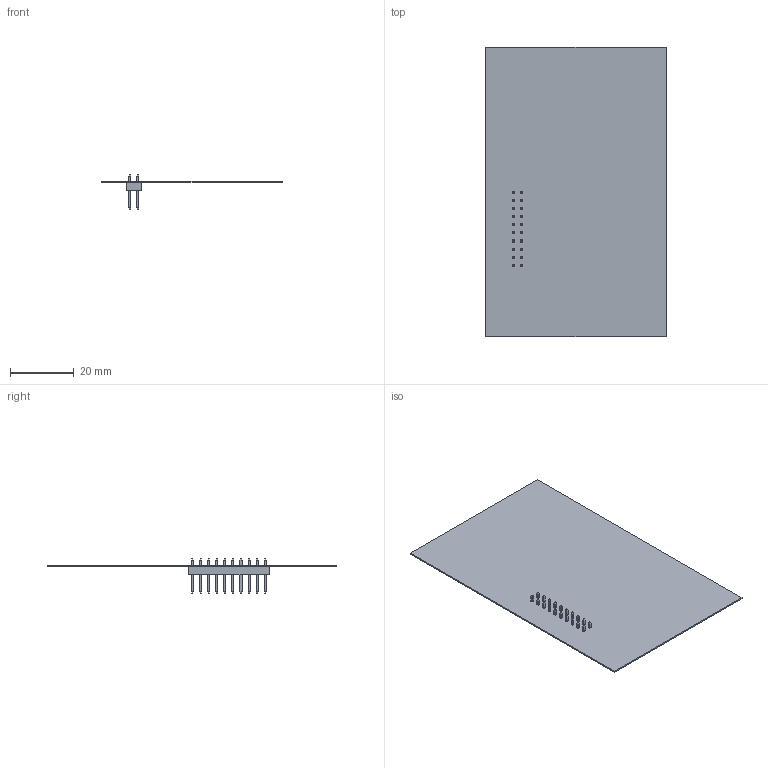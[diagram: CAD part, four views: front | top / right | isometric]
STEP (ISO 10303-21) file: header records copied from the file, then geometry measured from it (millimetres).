
FILE_DESCRIPTION(('Open CASCADE Model'),'2;1');
FILE_NAME('Open CASCADE Shape Model','2022-07-17T22:39:39',('Author'),( 'Open CASCADE'),'Open CASCADE STEP processor 6.8','Open CASCADE 6.8' ,'Unknown');
FILE_SCHEMA(('AUTOMOTIVE_DESIGN { 1 0 10303 214 1 1 1 1 }'));
Length unit declared in the file: millimetre
Products named in the file (1): PCB
Bounding box: 56.52 x 90.81 x 10.8 mm (x, y, z)
Volume: 2486.6 mm3; surface area: 11451.2 mm2
Topology: 22 solids, 22 shells, 392 faces, 884 edges, 536 vertices
Faces by surface type: plane 372, cylinder 20
Full cylindrical faces by diameter (mm): 0.64 x20
Entity records: 10814 total; most frequent: CARTESIAN_POINT 1813, ORIENTED_EDGE 1768, DIRECTION 1710, EDGE_CURVE 884, LINE 844, VECTOR 844, VERTEX_POINT 536, FACE_BOUND 472
